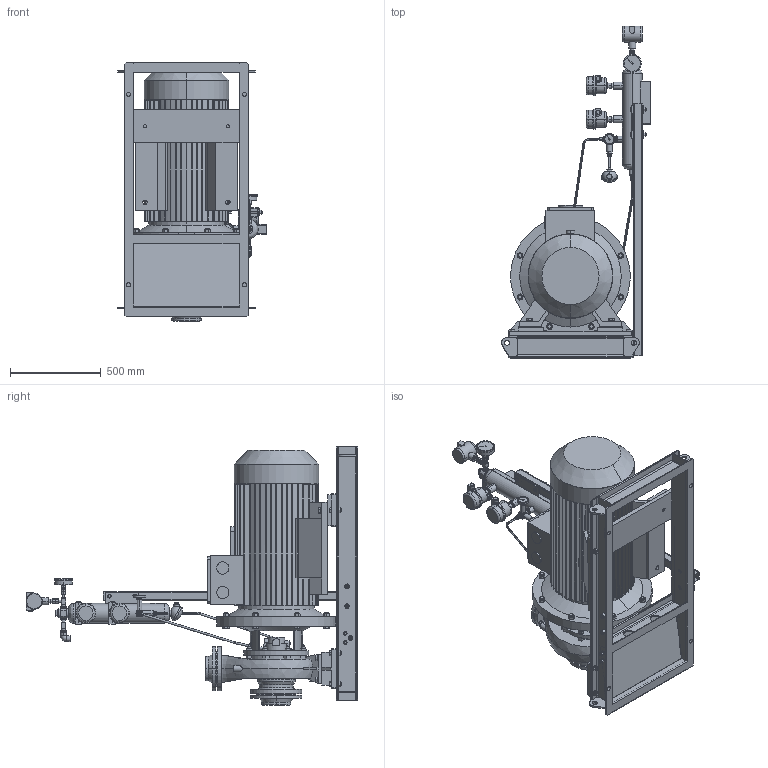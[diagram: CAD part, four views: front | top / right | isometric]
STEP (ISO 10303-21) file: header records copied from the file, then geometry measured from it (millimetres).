
FILE_DESCRIPTION (( 'STEP AP203' ), '1' );
FILE_NAME ('221-223-55Ò-ÐÑ2-24-02.step', '2023-07-26T16:29:20', ( 'adb' ), ( '' ), 'SwSTEP 2.0', 'SolidWorks 2016', '' );
FILE_SCHEMA (( 'CONFIG_CONTROL_DESIGN' ));
Products named in the file (1): 221-223-55Ò-ÐÑ2-24-02
Bounding box: 820.8 x 1830.5 x 1427 mm (x, y, z)
Volume: 216548265.4 mm3; surface area: 11040932.5 mm2
Topology: 30 solids, 50 shells, 3353 faces, 8492 edges, 5470 vertices
Faces by surface type: plane 1746, cylinder 1194, cone 300, torus 65, bspline 38, sphere 10
Entity records: 117389 total; most frequent: CARTESIAN_POINT 35679, DIRECTION 17176, ORIENTED_EDGE 16952, EDGE_CURVE 8476, AXIS2_PLACEMENT_3D 6450, VERTEX_POINT 5464, LINE 4276, VECTOR 4276
